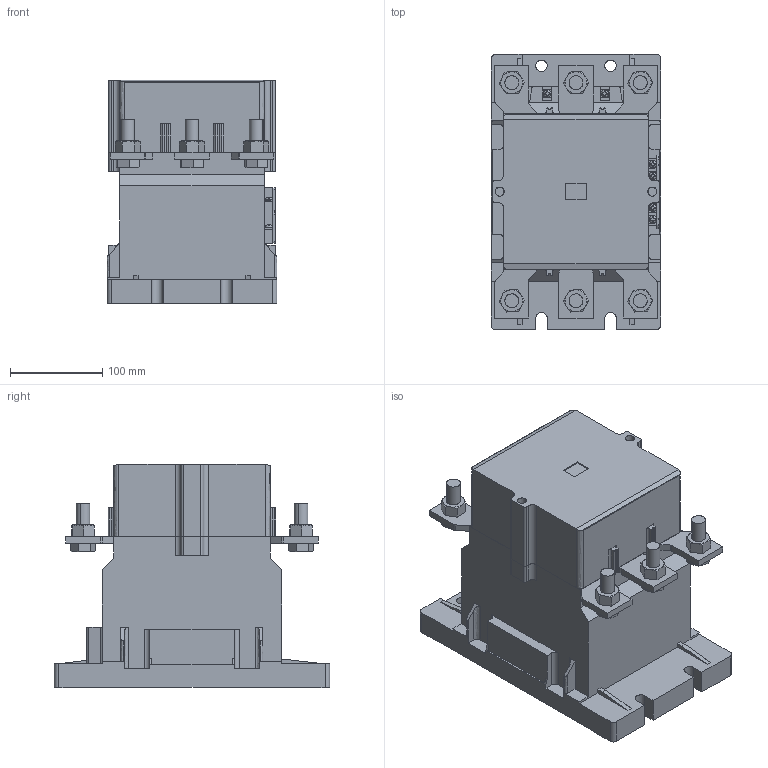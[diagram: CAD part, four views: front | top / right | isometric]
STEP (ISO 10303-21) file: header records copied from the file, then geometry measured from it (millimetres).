
FILE_DESCRIPTION(('FreeCAD Model'),'2;1');
FILE_NAME('Open CASCADE Shape Model','2025-04-28T08:24:08',('FreeCAD'),( 'FreeCAD'),'Open CASCADE STEP processor 7.6','FreeCAD','Unknown');
FILE_SCHEMA(('AUTOMOTIVE_DESIGN { 1 0 10303 214 1 1 1 1 }'));
Length unit declared in the file: millimetre
Products named in the file (1): Open CASCADE STEP translator 7.6 1
Bounding box: 183.81 x 298.07 x 242.18 mm (x, y, z)
Volume: 7887942.7 mm3; surface area: 428921.7 mm2
Topology: 26 solids, 26 shells, 747 faces, 1909 edges, 1238 vertices
Faces by surface type: bspline 747
Entity records: 22667 total; most frequent: CARTESIAN_POINT 11377, ORIENTED_EDGE 3818, EDGE_CURVE 1909, B_SPLINE_CURVE_WITH_KNOTS 1443, VERTEX_POINT 1238, FACE_BOUND 807, EDGE_LOOP 807, ADVANCED_FACE 747
